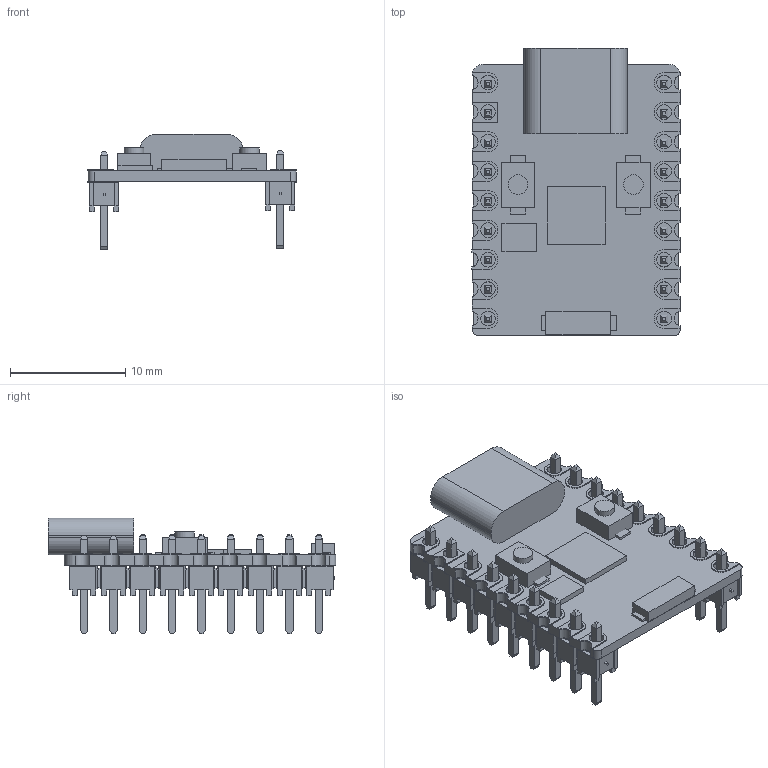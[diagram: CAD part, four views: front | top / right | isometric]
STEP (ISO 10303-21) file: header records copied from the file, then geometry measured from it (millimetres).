
FILE_DESCRIPTION(/* description */ (''),/* implementation_level */ '2;1');
FILE_NAME(/* name */ 'Waveshare ESP32-C3-ZERO-PINS v2.step',/* time_stamp */ '2025-07-24T13:10:26+02:00',/* author */ (''),/* organization */ (''),/* preprocessor_version */ 'ST-DEVELOPER v20.1',/* originating_system */ 'Autodesk Translation Framework v14.10.0.0',/* authorisation */ '');
FILE_SCHEMA (('AUTOMOTIVE_DESIGN { 1 0 10303 214 3 1 1 }'));
Length unit declared in the file: millimetre
Products named in the file (30): Waveshare ESP32-C3-ZERO-PINS; PCB; USB Type-C; SoC; BOOT; RESET; Crystal; Antenna; Pad 1; Pad 2; Pad 3; Pad 4; Pad 5; Pad 6; Pad 7; Pad 8; Pad 9; Pad 10; Pad 11; Pad 12; Pad 13; Pad 14; Pad 15; Pad 16; Pad 17; Pad 18; TSW-109-05-S-S; TSW-109-05-S-S_1; TSW-109-05-S-S_body; T-1S6-21-TSW-1-05-9-S
Assembly tree (31 placements, depth 3):
  Waveshare ESP32-C3-ZERO-PINS
    PCB
    USB Type-C
    SoC
    BOOT
    RESET
    Crystal
    Antenna
    Pad 1
    Pad 2
    Pad 3
    Pad 4
    Pad 5
    Pad 6
    Pad 7
    Pad 8
    Pad 9
    Pad 10
    Pad 11
    Pad 12
    Pad 13
    Pad 14
    Pad 15
    Pad 16
    Pad 17
    Pad 18
    TSW-109-05-S-S
      TSW-109-05-S-S_body
      T-1S6-21-TSW-1-05-9-S
    TSW-109-05-S-S_1
      TSW-109-05-S-S_body
      T-1S6-21-TSW-1-05-9-S
Bounding box: 18.03 x 24.87 x 10.04 mm (x, y, z)
Volume: 905.3 mm3; surface area: 2650.8 mm2
Topology: 52 solids, 52 shells, 1432 faces, 3606 edges, 2316 vertices
Faces by surface type: plane 1246, cylinder 186
Full cylindrical faces by diameter (mm): 1.27 x54, 1.7 x2
Entity records: 29859 total; most frequent: CARTESIAN_POINT 5052, DIRECTION 4880, ORIENTED_EDGE 4872, EDGE_CURVE 2436, LINE 2064, VECTOR 2064, VERTEX_POINT 1580, AXIS2_PLACEMENT_3D 1408
